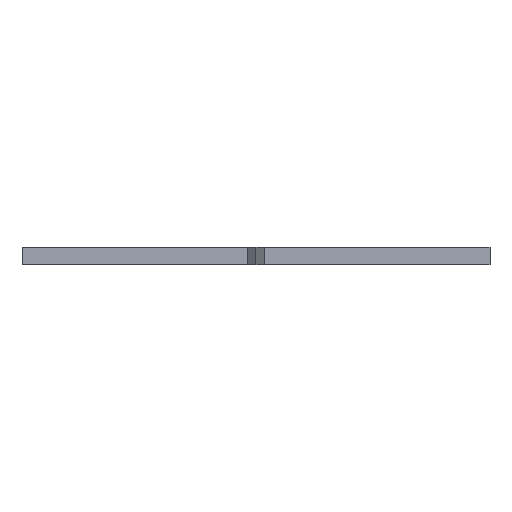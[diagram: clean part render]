
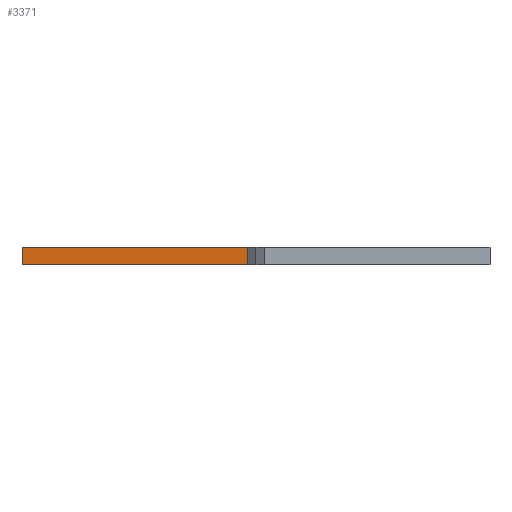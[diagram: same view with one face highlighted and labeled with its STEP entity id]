
A CAD part, front view. The second image highlights one B-rep face of the part: STEP entity #3371.
In plain terms, the highlighted planar face has unit normal (0, -1, 0).
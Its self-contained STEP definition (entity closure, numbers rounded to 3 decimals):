
#229=FACE_OUTER_BOUND('',#393,.T.);
#393=EDGE_LOOP('',(#2545,#2546,#2547,#2548));
#753=LINE('',#4977,#1183);
#754=LINE('',#4979,#1184);
#755=LINE('',#4981,#1185);
#756=LINE('',#4982,#1186);
#1183=VECTOR('',#3997,10.);
#1184=VECTOR('',#3998,10.);
#1185=VECTOR('',#3999,10.);
#1186=VECTOR('',#4000,10.);
#1547=VERTEX_POINT('',#4975);
#1548=VERTEX_POINT('',#4976);
#1549=VERTEX_POINT('',#4978);
#1550=VERTEX_POINT('',#4980);
#1965=EDGE_CURVE('',#1547,#1548,#753,.T.);
#1966=EDGE_CURVE('',#1547,#1549,#754,.T.);
#1967=EDGE_CURVE('',#1550,#1549,#755,.T.);
#1968=EDGE_CURVE('',#1548,#1550,#756,.T.);
#2545=ORIENTED_EDGE('',*,*,#1965,.F.);
#2546=ORIENTED_EDGE('',*,*,#1966,.T.);
#2547=ORIENTED_EDGE('',*,*,#1967,.F.);
#2548=ORIENTED_EDGE('',*,*,#1968,.F.);
#3221=PLANE('',#3523);
#3371=ADVANCED_FACE('',(#229),#3221,.T.);
#3523=AXIS2_PLACEMENT_3D('',#4974,#3995,#3996);
#3995=DIRECTION('center_axis',(0.,-1.,0.));
#3996=DIRECTION('ref_axis',(1.,0.,0.));
#3997=DIRECTION('',(-1.,0.,0.));
#3998=DIRECTION('',(0.,0.,1.));
#3999=DIRECTION('',(1.,0.,0.));
#4000=DIRECTION('',(0.,0.,1.));
#4974=CARTESIAN_POINT('Origin',(0.479,-15.847,0.));
#4975=CARTESIAN_POINT('',(26.36,-15.847,0.));
#4976=CARTESIAN_POINT('',(0.479,-15.847,0.));
#4977=CARTESIAN_POINT('',(54.24,-15.847,0.));
#4978=CARTESIAN_POINT('',(26.36,-15.847,2.));
#4979=CARTESIAN_POINT('',(26.36,-15.847,0.));
#4980=CARTESIAN_POINT('',(0.479,-15.847,2.));
#4981=CARTESIAN_POINT('',(54.24,-15.847,2.));
#4982=CARTESIAN_POINT('',(0.479,-15.847,0.));
